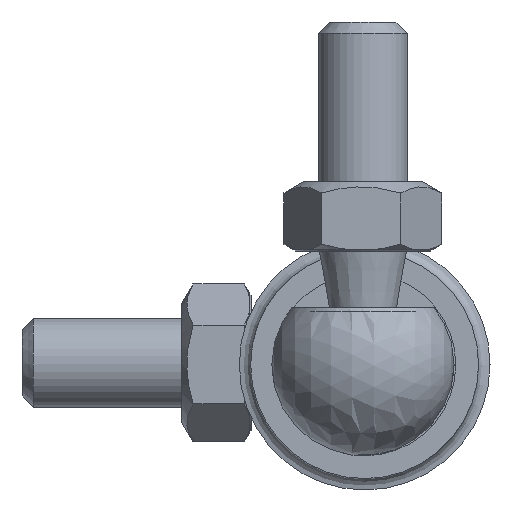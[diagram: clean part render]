
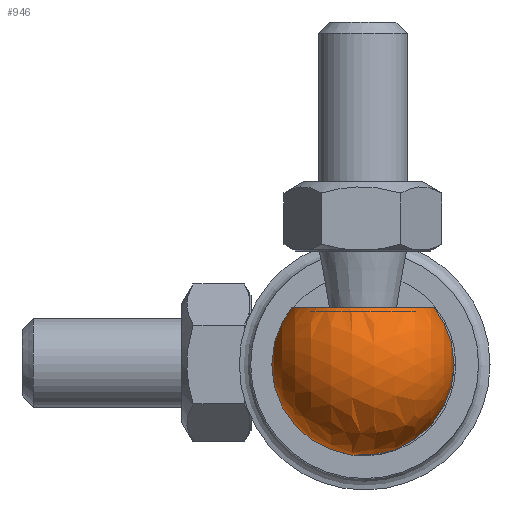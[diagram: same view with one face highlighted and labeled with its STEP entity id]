
A CAD part, left-side view. The second image highlights one B-rep face of the part: STEP entity #946.
In plain terms, the highlighted spherical face has radius 8 mm.
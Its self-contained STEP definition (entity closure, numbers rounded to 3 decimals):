
#57=B_SPLINE_CURVE_WITH_KNOTS('',3,(#1557,#1558,#1559,#1560,#1561,#1562,
#1563,#1564,#1565,#1566,#1567,#1568,#1569,#1570,#1571,#1572,#1573,#1574,
#1575,#1576,#1577,#1578,#1579,#1580,#1581,#1582,#1583,#1584,#1585,#1586),
 .UNSPECIFIED.,.F.,.F.,(4,2,2,2,2,2,2,2,2,2,2,2,2,2,4),(0.226,
0.414,0.622,0.829,1.036,
1.243,1.45,1.658,1.865,2.072,
2.279,2.487,2.694,2.901,3.089),
 .UNSPECIFIED.);
#60=SPHERICAL_SURFACE('',#1068,8.);
#193=FACE_BOUND('',#352,.T.);
#352=EDGE_LOOP('',(#714,#715));
#420=CIRCLE('',#1051,6.245);
#480=VERTEX_POINT('',#1544);
#481=VERTEX_POINT('',#1546);
#560=EDGE_CURVE('',#481,#480,#420,.T.);
#565=EDGE_CURVE('',#480,#481,#57,.T.);
#714=ORIENTED_EDGE('',*,*,#565,.T.);
#715=ORIENTED_EDGE('',*,*,#560,.T.);
#946=ADVANCED_FACE('',(#193),#60,.T.);
#1051=AXIS2_PLACEMENT_3D('',#1547,#1270,#1271);
#1068=AXIS2_PLACEMENT_3D('',#1603,#1306,#1307);
#1270=DIRECTION('center_axis',(-1.,0.,0.));
#1271=DIRECTION('ref_axis',(0.,0.,-1.));
#1306=DIRECTION('center_axis',(0.,0.,1.));
#1307=DIRECTION('ref_axis',(1.,0.,0.));
#1544=CARTESIAN_POINT('',(5.,-5.866,-10.141));
#1546=CARTESIAN_POINT('',(5.,-5.748,-5.559));
#1547=CARTESIAN_POINT('Origin',(5.,0.,-8.));
#1557=CARTESIAN_POINT('Ctrl Pts',(5.,-5.866,-10.141));
#1558=CARTESIAN_POINT('Ctrl Pts',(4.723,-5.882,-10.746));
#1559=CARTESIAN_POINT('Ctrl Pts',(4.332,-5.896,-11.296));
#1560=CARTESIAN_POINT('Ctrl Pts',(3.401,-5.92,-12.228));
#1561=CARTESIAN_POINT('Ctrl Pts',(2.782,-5.93,-12.651));
#1562=CARTESIAN_POINT('Ctrl Pts',(1.427,-5.944,-13.212));
#1563=CARTESIAN_POINT('Ctrl Pts',(0.691,-5.948,-13.35));
#1564=CARTESIAN_POINT('Ctrl Pts',(-0.691,-5.948,
-13.35));
#1565=CARTESIAN_POINT('Ctrl Pts',(-1.427,-5.944,-13.212));
#1566=CARTESIAN_POINT('Ctrl Pts',(-2.782,-5.93,-12.651));
#1567=CARTESIAN_POINT('Ctrl Pts',(-3.401,-5.92,-12.228));
#1568=CARTESIAN_POINT('Ctrl Pts',(-4.377,-5.895,-11.251));
#1569=CARTESIAN_POINT('Ctrl Pts',(-4.801,-5.879,-10.632));
#1570=CARTESIAN_POINT('Ctrl Pts',(-5.362,-5.844,-9.277));
#1571=CARTESIAN_POINT('Ctrl Pts',(-5.5,-5.825,-8.541));
#1572=CARTESIAN_POINT('Ctrl Pts',(-5.5,-5.79,-7.159));
#1573=CARTESIAN_POINT('Ctrl Pts',(-5.362,-5.771,-6.423));
#1574=CARTESIAN_POINT('Ctrl Pts',(-4.801,-5.735,-5.068));
#1575=CARTESIAN_POINT('Ctrl Pts',(-4.377,-5.719,-4.449));
#1576=CARTESIAN_POINT('Ctrl Pts',(-3.401,-5.693,-3.472));
#1577=CARTESIAN_POINT('Ctrl Pts',(-2.782,-5.682,-3.049));
#1578=CARTESIAN_POINT('Ctrl Pts',(-1.427,-5.667,-2.488));
#1579=CARTESIAN_POINT('Ctrl Pts',(-0.691,-5.664,
-2.35));
#1580=CARTESIAN_POINT('Ctrl Pts',(0.691,-5.664,-2.35));
#1581=CARTESIAN_POINT('Ctrl Pts',(1.427,-5.667,-2.488));
#1582=CARTESIAN_POINT('Ctrl Pts',(2.782,-5.682,-3.049));
#1583=CARTESIAN_POINT('Ctrl Pts',(3.401,-5.693,-3.472));
#1584=CARTESIAN_POINT('Ctrl Pts',(4.332,-5.718,-4.404));
#1585=CARTESIAN_POINT('Ctrl Pts',(4.723,-5.732,-4.954));
#1586=CARTESIAN_POINT('Ctrl Pts',(5.,-5.748,-5.559));
#1603=CARTESIAN_POINT('Origin',(0.,0.,-8.));
